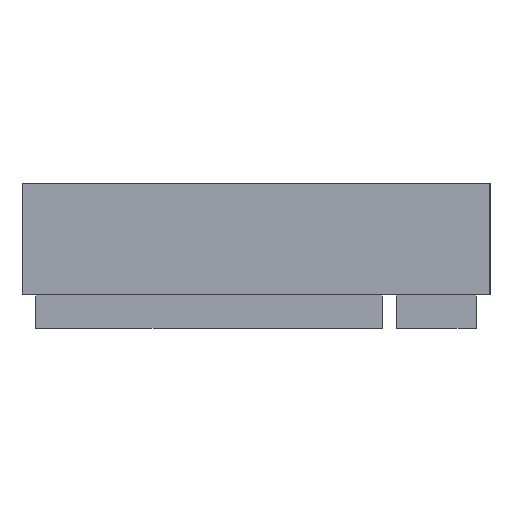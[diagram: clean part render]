
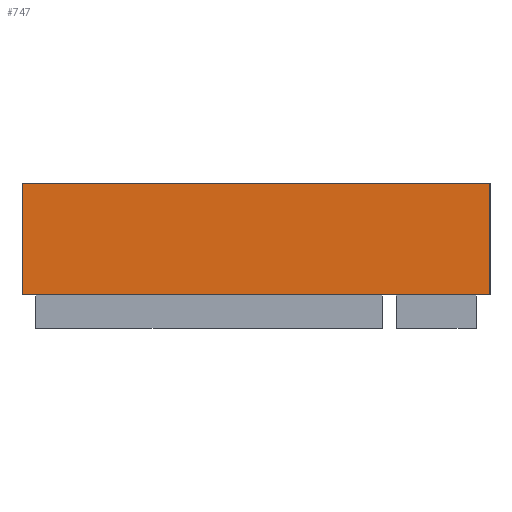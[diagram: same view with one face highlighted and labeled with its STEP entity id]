
A CAD part, left-side view. The second image highlights one B-rep face of the part: STEP entity #747.
In plain terms, the highlighted planar face has unit normal (-1, 0, 0).
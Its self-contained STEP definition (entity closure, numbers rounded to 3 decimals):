
#39=PLANE('',#821);
#72=LINE('',#1315,#150);
#93=LINE('',#1479,#171);
#108=LINE('',#1507,#186);
#109=LINE('',#1509,#187);
#150=VECTOR('',#900,10.);
#171=VECTOR('',#959,10.);
#186=VECTOR('',#976,10.);
#187=VECTOR('',#979,10.);
#247=FACE_OUTER_BOUND('',#297,.T.);
#297=EDGE_LOOP('',(#645,#646,#647,#648));
#357=VERTEX_POINT('',#1312);
#358=VERTEX_POINT('',#1314);
#379=VERTEX_POINT('',#1476);
#380=VERTEX_POINT('',#1478);
#434=EDGE_CURVE('',#357,#358,#72,.T.);
#467=EDGE_CURVE('',#379,#380,#93,.T.);
#482=EDGE_CURVE('',#379,#358,#108,.T.);
#483=EDGE_CURVE('',#380,#357,#109,.T.);
#645=ORIENTED_EDGE('',*,*,#467,.F.);
#646=ORIENTED_EDGE('',*,*,#482,.T.);
#647=ORIENTED_EDGE('',*,*,#434,.F.);
#648=ORIENTED_EDGE('',*,*,#483,.F.);
#747=ADVANCED_FACE('',(#247),#39,.T.);
#821=AXIS2_PLACEMENT_3D('',#1508,#977,#978);
#900=DIRECTION('',(0.,-1.,0.));
#959=DIRECTION('',(0.,1.,0.));
#976=DIRECTION('',(0.,0.,1.));
#977=DIRECTION('center_axis',(-1.,0.,0.));
#978=DIRECTION('ref_axis',(0.,-1.,0.));
#979=DIRECTION('',(0.,0.,1.));
#1312=CARTESIAN_POINT('',(60.,-192.942,43.175));
#1314=CARTESIAN_POINT('',(60.,-297.942,43.175));
#1315=CARTESIAN_POINT('',(60.,-297.942,43.175));
#1476=CARTESIAN_POINT('',(60.,-297.942,18.175));
#1478=CARTESIAN_POINT('',(60.,-192.942,18.175));
#1479=CARTESIAN_POINT('',(60.,-297.942,18.175));
#1507=CARTESIAN_POINT('',(60.,-297.942,18.175));
#1508=CARTESIAN_POINT('Origin',(60.,-192.942,18.175));
#1509=CARTESIAN_POINT('',(60.,-192.942,18.175));
